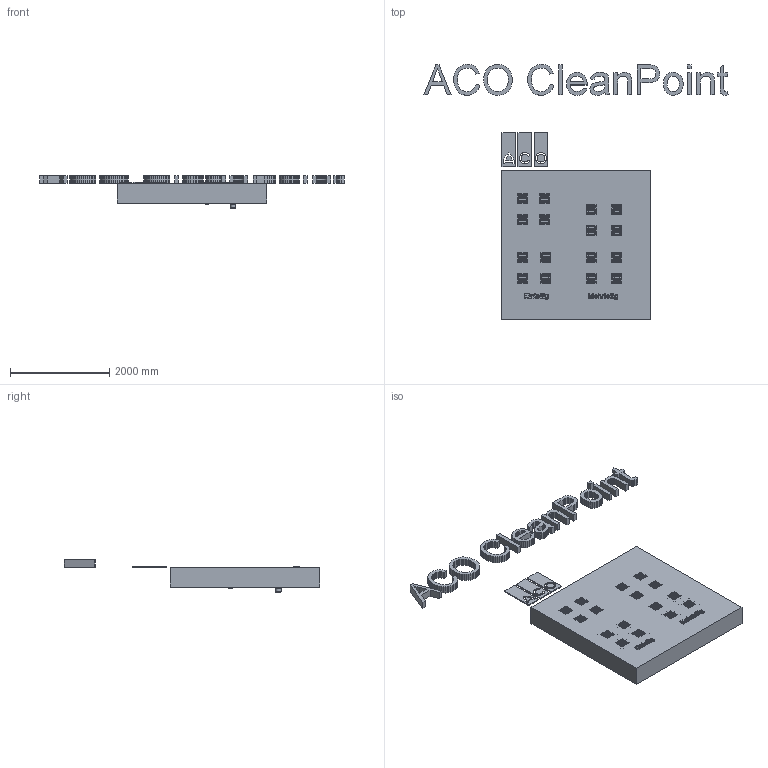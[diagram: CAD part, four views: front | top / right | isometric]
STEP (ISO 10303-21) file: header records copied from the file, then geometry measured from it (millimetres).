
FILE_DESCRIPTION(/* description */ (''),/* implementation_level */ '2;1');
FILE_NAME(/* name */ 'ACO CleanPoint.s.iam.stp',/* time_stamp */ '2025-06-10T09:27:37+02:00',/* author */ ('AUnternaehrer'),/* organization */ (''),/* preprocessor_version */ 'ST-DEVELOPER v18.1',/* originating_system */ 'Autodesk Inventor 2022',/* authorisation */ '');
FILE_SCHEMA (('AUTOMOTIVE_DESIGN { 1 0 10303 214 3 1 1 }'));
Products named in the file (124): ACO CleanPoint.s; ACO CleanPoint; ACO CleanPoint_1; ACO CleanPoint_2; ACO CleanPoint_3; ACO CleanPoint_4; ACO CleanPoint_5; ACO CleanPoint_6; ACO CleanPoint_7; ACO CleanPoint_8; ACO CleanPoint_9; ACO CleanPoint_10; ACO CleanPoint_11; ACO CleanPoint_12; ACO CleanPoint_13; ACO CleanPoint_14; ACO CleanPoint_15; ACO CleanPoint_16; ACO CleanPoint_17; ACO CleanPoint_18; ACO CleanPoint_19; ACO CleanPoint_20; ACO CleanPoint_21; ACO CleanPoint_22; ACO CleanPoint_23; ACO CleanPoint_24; ACO CleanPoint_25; ACO CleanPoint_26; ACO CleanPoint_27; ACO CleanPoint_28; ACO CleanPoint_29; ACO CleanPoint_30; ACO CleanPoint_31; ACO CleanPoint_32; ACO CleanPoint_33; ACO CleanPoint_34; ACO CleanPoint_35; ACO CleanPoint_36; ACO CleanPoint_37; ACO CleanPoint_38 ...
Assembly tree (123 placements, depth 2):
  ACO CleanPoint.s
    ACO CleanPoint
    ACO CleanPoint_1
    ACO CleanPoint_2
    ACO CleanPoint_3
    ACO CleanPoint_4
    ACO CleanPoint_5
    ACO CleanPoint_6
    ACO CleanPoint_7
    ACO CleanPoint_8
    ACO CleanPoint_9
    ACO CleanPoint_10
    ACO CleanPoint_11
    ACO CleanPoint_12
    ACO CleanPoint_13
    ACO CleanPoint_14
    ACO CleanPoint_15
    ACO CleanPoint_16
    ACO CleanPoint_17
    ACO CleanPoint_18
    ACO CleanPoint_19
    ACO CleanPoint_20
    ACO CleanPoint_21
    ACO CleanPoint_22
    ACO CleanPoint_23
    ACO CleanPoint_24
    ACO CleanPoint_25
    ACO CleanPoint_26
    ACO CleanPoint_27
    ACO CleanPoint_28
    ACO CleanPoint_29
    ACO CleanPoint_30
    ACO CleanPoint_31
    ACO CleanPoint_32
    ACO CleanPoint_33
    ACO CleanPoint_34
    ACO CleanPoint_35
    ACO CleanPoint_36
    ACO CleanPoint_37
    ACO CleanPoint_38
    ACO CleanPoint_39
    ACO CleanPoint_40
    ACO CleanPoint_41
    ACO CleanPoint_42
    ACO CleanPoint_43
    ACO CleanPoint_44
    ACO CleanPoint_45
    ACO CleanPoint_46
    ACO CleanPoint_47
    ACO CleanPoint_48
    ACO CleanPoint_49
    ACO CleanPoint_50
    ACO CleanPoint_51
    ACO CleanPoint_52
    ACO CleanPoint_53
    ACO CleanPoint_54
    ACO CleanPoint_55
    ACO CleanPoint_56
    ACO CleanPoint_57
    ACO CleanPoint_58
Bounding box: 6116.26 x 5131.03 x 651.5 mm (x, y, z)
Volume: 3831142832.2 mm3; surface area: 41363618.6 mm2
Topology: 162 solids, 162 shells, 5560 faces, 15466 edges, 10226 vertices
Faces by surface type: plane 4892, cylinder 476, bspline 96, cone 60, torus 36
Full cylindrical faces by diameter (mm): 68.58 x8, 70 x8, 75 x8, 98 x8, 103.58 x8, 110 x8, 139.6 x2, 140 x8, 142.5 x8, 142.6 x2, 154 x10, 157 x18, 157.689 x1, 178 x2, 182 x12, 227.773 x1, 358 x4
Entity records: 186459 total; most frequent: CARTESIAN_POINT 36083, ORIENTED_EDGE 30932, DIRECTION 28284, EDGE_CURVE 15466, LINE 14070, VECTOR 14070, VERTEX_POINT 10226, AXIS2_PLACEMENT_3D 7107
